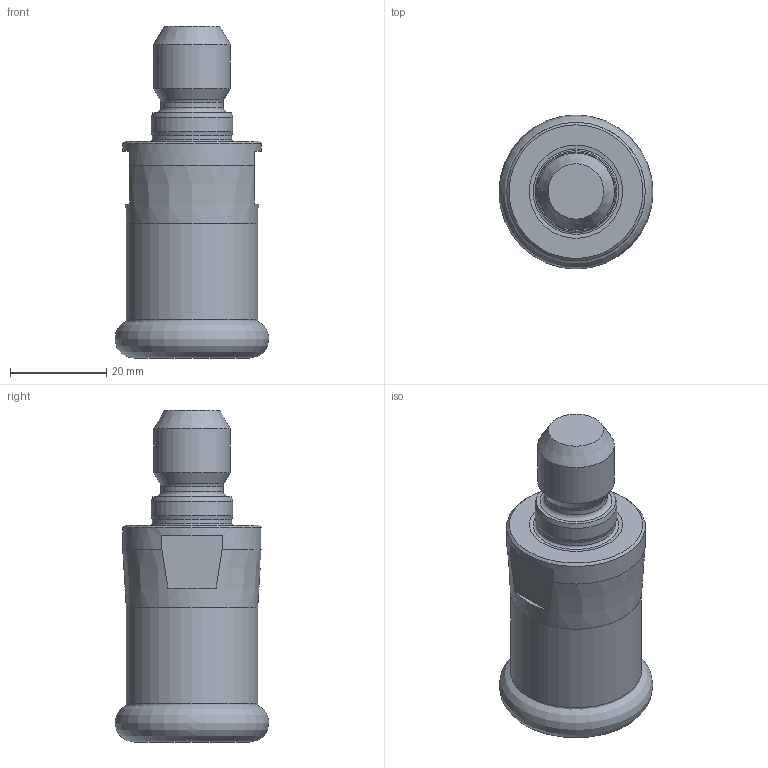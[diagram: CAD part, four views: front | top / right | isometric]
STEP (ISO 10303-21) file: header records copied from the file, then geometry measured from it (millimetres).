
FILE_DESCRIPTION(/* description */ (''),/* implementation_level */ '2;1');
FILE_NAME(/* name */ 'toolassembly_1.stp',/* time_stamp */ '2018-10-04T15:38:23+02:00',/* author */ (''),/* organization */ ('SMS'),/* preprocessor_version */ 'ST-DEVELOPER v15',/* originating_system */ 'SIEMENS PLM Software NX 8.5',/* authorisation */ '');
FILE_SCHEMA (('AUTOMOTIVE_DESIGN { 1 0 10303 214 3 1 1 1 }'));
Length unit declared in the file: millimetre
Products named in the file (4): ASSEMBLY_CONSTRUCTION; CUT_20181004153731; NOCUT_20181004153726; TOOLASSEMBLY_1
Assembly tree (3 placements, depth 2):
  TOOLASSEMBLY_1
    NOCUT_20181004153726
    CUT_20181004153731
    ASSEMBLY_CONSTRUCTION
Bounding box: 32 x 32 x 69 mm (x, y, z)
Volume: 34803.9 mm3; surface area: 8263.1 mm2
Topology: 2 solids, 2 shells, 36 faces, 77 edges, 55 vertices
Faces by surface type: plane 11, cone 10, torus 8, cylinder 6, bspline 1
Full cylindrical faces by diameter (mm): 13 x1, 16 x1, 16.6 x1, 17 x1, 27.315 x1, 28.8 x1
Entity records: 1865 total; most frequent: CARTESIAN_POINT 1006, DIRECTION 170, ORIENTED_EDGE 90, AXIS2_PLACEMENT_3D 81, EDGE_LOOP 62, FACE_BOUND 55, EDGE_CURVE 45, VERTEX_POINT 40
